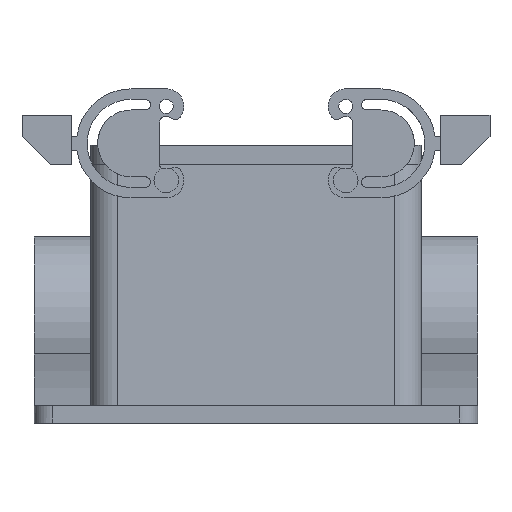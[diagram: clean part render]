
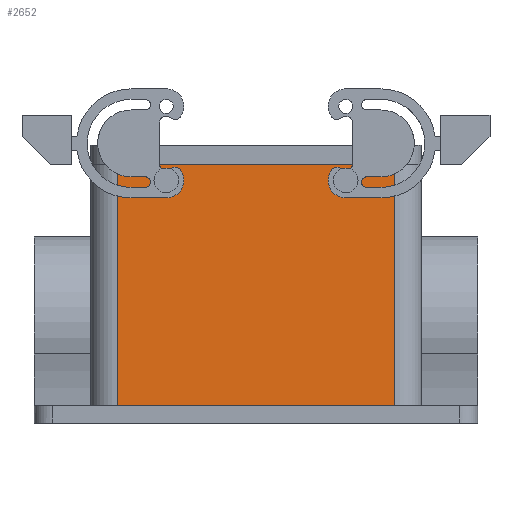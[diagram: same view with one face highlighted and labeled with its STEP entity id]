
A CAD part, left-side view. The second image highlights one B-rep face of the part: STEP entity #2652.
In plain terms, the highlighted planar face has unit normal (-1, 0, 0.03).
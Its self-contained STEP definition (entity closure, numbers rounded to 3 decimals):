
#2552=AXIS2_PLACEMENT_3D('Plane Axis2P3D',#2549,#2550,#2551) ;
#2364=CARTESIAN_POINT('Vertex',(7.142,93.755,69.959)) ;
#2368=CARTESIAN_POINT('Control Point',(7.083,90.245,68.041)) ;
#2369=CARTESIAN_POINT('Control Point',(7.075,90.397,67.762)) ;
#2370=CARTESIAN_POINT('Control Point',(7.067,90.606,67.513)) ;
#2371=CARTESIAN_POINT('Control Point',(7.061,90.861,67.31)) ;
#2372=CARTESIAN_POINT('Control Point',(7.052,91.432,67.018)) ;
#2373=CARTESIAN_POINT('Control Point',(7.05,92.065,66.964)) ;
#2374=CARTESIAN_POINT('Control Point',(7.051,92.381,66.999)) ;
#2375=CARTESIAN_POINT('Control Point',(7.057,92.983,67.19)) ;
#2376=CARTESIAN_POINT('Control Point',(7.07,93.471,67.591)) ;
#2377=CARTESIAN_POINT('Control Point',(7.077,93.673,67.838)) ;
#2378=CARTESIAN_POINT('Control Point',(7.094,93.973,68.402)) ;
#2379=CARTESIAN_POINT('Control Point',(7.114,94.038,69.044)) ;
#2380=CARTESIAN_POINT('Control Point',(7.124,94.005,69.37)) ;
#2381=CARTESIAN_POINT('Control Point',(7.133,93.908,69.679)) ;
#2382=CARTESIAN_POINT('Control Point',(7.142,93.755,69.959)) ;
#2383=CARTESIAN_POINT('Vertex',(7.083,90.245,68.041)) ;
#2400=CARTESIAN_POINT('Control Point',(7.142,93.755,69.959)) ;
#2401=CARTESIAN_POINT('Control Point',(7.15,93.603,70.238)) ;
#2402=CARTESIAN_POINT('Control Point',(7.158,93.394,70.487)) ;
#2403=CARTESIAN_POINT('Control Point',(7.164,93.139,70.69)) ;
#2404=CARTESIAN_POINT('Control Point',(7.173,92.568,70.982)) ;
#2405=CARTESIAN_POINT('Control Point',(7.175,91.935,71.036)) ;
#2406=CARTESIAN_POINT('Control Point',(7.174,91.619,71.001)) ;
#2407=CARTESIAN_POINT('Control Point',(7.168,91.017,70.81)) ;
#2408=CARTESIAN_POINT('Control Point',(7.156,90.529,70.409)) ;
#2409=CARTESIAN_POINT('Control Point',(7.148,90.327,70.162)) ;
#2410=CARTESIAN_POINT('Control Point',(7.131,90.027,69.598)) ;
#2411=CARTESIAN_POINT('Control Point',(7.111,89.962,68.956)) ;
#2412=CARTESIAN_POINT('Control Point',(7.101,89.995,68.63)) ;
#2413=CARTESIAN_POINT('Control Point',(7.092,90.092,68.321)) ;
#2414=CARTESIAN_POINT('Control Point',(7.083,90.245,68.041)) ;
#2549=CARTESIAN_POINT('Axis2P3D Location',(7.25,66.5,73.5)) ;
#2554=CARTESIAN_POINT('Line Origine',(6.204,27.,39.25)) ;
#2558=CARTESIAN_POINT('Vertex',(7.25,27.,73.5)) ;
#2560=CARTESIAN_POINT('Vertex',(5.157,27.,5.)) ;
#2563=CARTESIAN_POINT('Line Origine',(7.25,66.5,73.5)) ;
#2567=CARTESIAN_POINT('Vertex',(7.25,106.,73.5)) ;
#2570=CARTESIAN_POINT('Line Origine',(6.204,106.,39.25)) ;
#2574=CARTESIAN_POINT('Vertex',(5.157,106.,5.)) ;
#2577=CARTESIAN_POINT('Line Origine',(5.157,66.5,5.)) ;
#2593=CARTESIAN_POINT('Control Point',(7.142,39.245,69.959)) ;
#2594=CARTESIAN_POINT('Control Point',(7.147,39.344,70.141)) ;
#2595=CARTESIAN_POINT('Control Point',(7.153,39.468,70.311)) ;
#2596=CARTESIAN_POINT('Control Point',(7.157,39.612,70.463)) ;
#2597=CARTESIAN_POINT('Control Point',(7.165,39.938,70.726)) ;
#2598=CARTESIAN_POINT('Control Point',(7.171,40.32,70.898)) ;
#2599=CARTESIAN_POINT('Control Point',(7.172,40.522,70.959)) ;
#2600=CARTESIAN_POINT('Control Point',(7.174,40.935,71.026)) ;
#2601=CARTESIAN_POINT('Control Point',(7.173,41.352,70.985)) ;
#2602=CARTESIAN_POINT('Control Point',(7.172,41.557,70.938)) ;
#2603=CARTESIAN_POINT('Control Point',(7.167,41.95,70.791)) ;
#2604=CARTESIAN_POINT('Control Point',(7.16,42.291,70.548)) ;
#2605=CARTESIAN_POINT('Control Point',(7.155,42.446,70.406)) ;
#2606=CARTESIAN_POINT('Control Point',(7.146,42.713,70.083)) ;
#2607=CARTESIAN_POINT('Control Point',(7.134,42.89,69.703)) ;
#2608=CARTESIAN_POINT('Control Point',(7.128,42.953,69.502)) ;
#2609=CARTESIAN_POINT('Control Point',(7.115,43.025,69.09)) ;
#2610=CARTESIAN_POINT('Control Point',(7.102,42.989,68.672)) ;
#2611=CARTESIAN_POINT('Control Point',(7.096,42.944,68.467)) ;
#2612=CARTESIAN_POINT('Control Point',(7.09,42.87,68.26)) ;
#2613=CARTESIAN_POINT('Control Point',(7.084,42.769,68.067)) ;
#2614=CARTESIAN_POINT('Control Point',(7.084,42.765,68.059)) ;
#2615=CARTESIAN_POINT('Control Point',(7.083,42.76,68.05)) ;
#2616=CARTESIAN_POINT('Control Point',(7.083,42.755,68.041)) ;
#2617=CARTESIAN_POINT('Vertex',(7.142,39.245,69.959)) ;
#2619=CARTESIAN_POINT('Vertex',(7.083,42.755,68.041)) ;
#2623=CARTESIAN_POINT('Control Point',(7.083,42.755,68.041)) ;
#2624=CARTESIAN_POINT('Control Point',(7.078,42.656,67.859)) ;
#2625=CARTESIAN_POINT('Control Point',(7.072,42.532,67.689)) ;
#2626=CARTESIAN_POINT('Control Point',(7.068,42.388,67.537)) ;
#2627=CARTESIAN_POINT('Control Point',(7.06,42.062,67.274)) ;
#2628=CARTESIAN_POINT('Control Point',(7.055,41.68,67.102)) ;
#2629=CARTESIAN_POINT('Control Point',(7.053,41.478,67.041)) ;
#2630=CARTESIAN_POINT('Control Point',(7.051,41.065,66.974)) ;
#2631=CARTESIAN_POINT('Control Point',(7.052,40.648,67.015)) ;
#2632=CARTESIAN_POINT('Control Point',(7.053,40.443,67.062)) ;
#2633=CARTESIAN_POINT('Control Point',(7.058,40.05,67.209)) ;
#2634=CARTESIAN_POINT('Control Point',(7.065,39.709,67.452)) ;
#2635=CARTESIAN_POINT('Control Point',(7.07,39.554,67.594)) ;
#2636=CARTESIAN_POINT('Control Point',(7.079,39.287,67.917)) ;
#2637=CARTESIAN_POINT('Control Point',(7.091,39.11,68.297)) ;
#2638=CARTESIAN_POINT('Control Point',(7.097,39.047,68.498)) ;
#2639=CARTESIAN_POINT('Control Point',(7.11,38.975,68.91)) ;
#2640=CARTESIAN_POINT('Control Point',(7.123,39.011,69.328)) ;
#2641=CARTESIAN_POINT('Control Point',(7.129,39.056,69.533)) ;
#2642=CARTESIAN_POINT('Control Point',(7.135,39.13,69.74)) ;
#2643=CARTESIAN_POINT('Control Point',(7.141,39.231,69.933)) ;
#2644=CARTESIAN_POINT('Control Point',(7.141,39.235,69.941)) ;
#2645=CARTESIAN_POINT('Control Point',(7.142,39.24,69.95)) ;
#2646=CARTESIAN_POINT('Control Point',(7.142,39.245,69.959)) ;
#2550=DIRECTION('Axis2P3D Direction',(-1.,0.,0.031)) ;
#2551=DIRECTION('Axis2P3D XDirection',(0.,1.,0.)) ;
#2555=DIRECTION('Vector Direction',(-0.031,0.,-1.)) ;
#2564=DIRECTION('Vector Direction',(0.,1.,0.)) ;
#2571=DIRECTION('Vector Direction',(0.031,0.,1.)) ;
#2578=DIRECTION('Vector Direction',(0.,1.,0.)) ;
#2556=VECTOR('Line Direction',#2555,1.) ;
#2565=VECTOR('Line Direction',#2564,1.) ;
#2572=VECTOR('Line Direction',#2571,1.) ;
#2579=VECTOR('Line Direction',#2578,1.) ;
#2583=ORIENTED_EDGE('',*,*,#2562,.F.) ;
#2584=ORIENTED_EDGE('',*,*,#2569,.F.) ;
#2585=ORIENTED_EDGE('',*,*,#2576,.F.) ;
#2586=ORIENTED_EDGE('',*,*,#2581,.F.) ;
#2589=ORIENTED_EDGE('',*,*,#2385,.T.) ;
#2590=ORIENTED_EDGE('',*,*,#2415,.T.) ;
#2649=ORIENTED_EDGE('',*,*,#2621,.F.) ;
#2650=ORIENTED_EDGE('',*,*,#2647,.F.) ;
#2591=FACE_BOUND('',#2588,.T.) ;
#2651=FACE_BOUND('',#2648,.T.) ;
#2652=ADVANCED_FACE('Housing',(#2587,#2591,#2651),#2553,.T.) ;
#2367=B_SPLINE_CURVE_WITH_KNOTS('',5,(#2368,#2369,#2370,#2371,#2372,#2373,#2374,#2375,#2376,#2377,#2378,#2379,#2380,#2381,#2382),.UNSPECIFIED.,.F.,.U.,(6,3,3,3,6),(0.,2.285,4.569,6.854,9.138),.UNSPECIFIED.) ;
#2399=B_SPLINE_CURVE_WITH_KNOTS('',5,(#2400,#2401,#2402,#2403,#2404,#2405,#2406,#2407,#2408,#2409,#2410,#2411,#2412,#2413,#2414),.UNSPECIFIED.,.F.,.U.,(6,3,3,3,6),(0.,2.285,4.569,6.854,9.138),.UNSPECIFIED.) ;
#2592=B_SPLINE_CURVE_WITH_KNOTS('',5,(#2593,#2594,#2595,#2596,#2597,#2598,#2599,#2600,#2601,#2602,#2603,#2604,#2605,#2606,#2607,#2608,#2609,#2610,#2611,#2612,#2613,#2614,#2615,#2616),.UNSPECIFIED.,.F.,.U.,(6,3,3,3,3,3,3,6),(0.,1.49,2.981,4.471,5.961,7.452,8.943,9.014),.UNSPECIFIED.) ;
#2622=B_SPLINE_CURVE_WITH_KNOTS('',5,(#2623,#2624,#2625,#2626,#2627,#2628,#2629,#2630,#2631,#2632,#2633,#2634,#2635,#2636,#2637,#2638,#2639,#2640,#2641,#2642,#2643,#2644,#2645,#2646),.UNSPECIFIED.,.F.,.U.,(6,3,3,3,3,3,3,6),(0.,1.49,2.981,4.471,5.961,7.452,8.943,9.014),.UNSPECIFIED.) ;
#2385=EDGE_CURVE('',#2384,#2365,#2367,.T.) ;
#2415=EDGE_CURVE('',#2365,#2384,#2399,.T.) ;
#2562=EDGE_CURVE('',#2559,#2561,#2557,.T.) ;
#2569=EDGE_CURVE('',#2568,#2559,#2566,.F.) ;
#2576=EDGE_CURVE('',#2575,#2568,#2573,.T.) ;
#2581=EDGE_CURVE('',#2561,#2575,#2580,.T.) ;
#2621=EDGE_CURVE('',#2618,#2620,#2592,.T.) ;
#2647=EDGE_CURVE('',#2620,#2618,#2622,.T.) ;
#2582=EDGE_LOOP('',(#2583,#2584,#2585,#2586)) ;
#2588=EDGE_LOOP('',(#2589,#2590)) ;
#2648=EDGE_LOOP('',(#2649,#2650)) ;
#2587=FACE_OUTER_BOUND('',#2582,.T.) ;
#2557=LINE('Line',#2554,#2556) ;
#2566=LINE('Line',#2563,#2565) ;
#2573=LINE('Line',#2570,#2572) ;
#2580=LINE('Line',#2577,#2579) ;
#2553=PLANE('',#2552) ;
#2365=VERTEX_POINT('',#2364) ;
#2384=VERTEX_POINT('',#2383) ;
#2559=VERTEX_POINT('',#2558) ;
#2561=VERTEX_POINT('',#2560) ;
#2568=VERTEX_POINT('',#2567) ;
#2575=VERTEX_POINT('',#2574) ;
#2618=VERTEX_POINT('',#2617) ;
#2620=VERTEX_POINT('',#2619) ;
